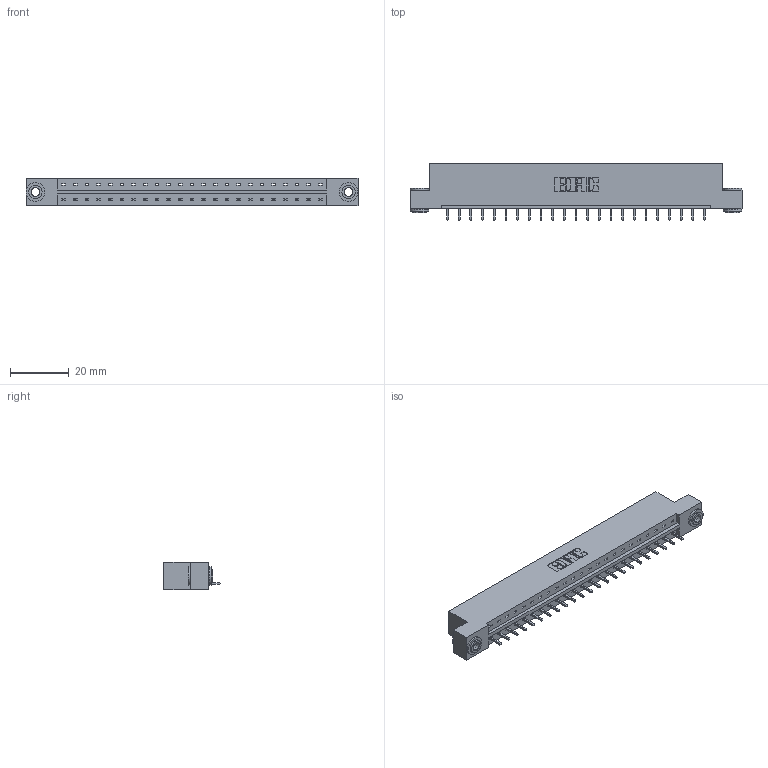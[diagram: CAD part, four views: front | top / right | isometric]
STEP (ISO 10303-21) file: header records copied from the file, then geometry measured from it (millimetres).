
FILE_DESCRIPTION (( 'STEP AP203' ), '1' );
FILE_NAME ('833-023-521-103.STEP', '2020-06-01T18:48:28', ( '' ), ( '' ), 'SwSTEP 2.0', 'SolidWorks 2020', '' );
FILE_SCHEMA (( 'CONFIG_CONTROL_DESIGN' ));
Length unit declared in the file: inch
Products named in the file (4): 833-023-521-103; 833 Part_Flush - .156 Dia - TH; 345-292-001_345-293-121; 345-250-002_345-250-002-102
Assembly tree (26 placements, depth 2):
  833-023-521-103
    833 Part_Flush - .156 Dia - TH
    345-292-001_345-293-121  x23
    345-250-002_345-250-002-102  x2
Bounding box: 112.67 x 19.06 x 9.4 mm (x, y, z)
Volume: 11128.8 mm3; surface area: 11873 mm2
Topology: 26 solids, 26 shells, 1486 faces, 4435 edges, 2922 vertices
Faces by surface type: plane 1046, cylinder 432, cone 8
Entity records: 17186 total; most frequent: CARTESIAN_POINT 2946, ORIENTED_EDGE 2898, DIRECTION 2557, EDGE_CURVE 1449, VECTOR 1297, LINE 1297, VERTEX_POINT 962, AXIS2_PLACEMENT_3D 630
